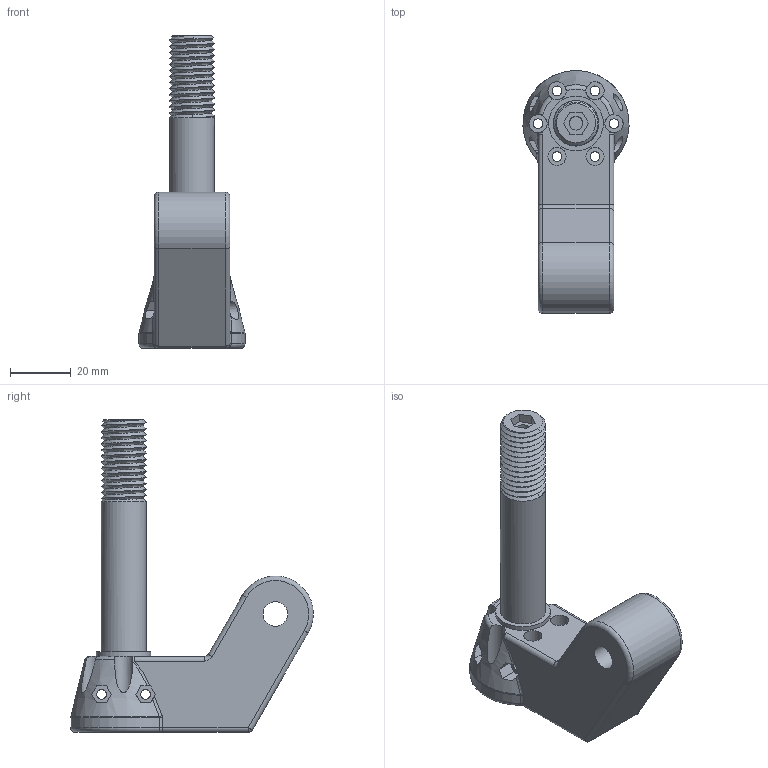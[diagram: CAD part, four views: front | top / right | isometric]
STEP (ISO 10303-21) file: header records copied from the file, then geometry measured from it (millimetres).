
FILE_DESCRIPTION((''),'2;1');
FILE_NAME('HUB BOTTOM.ipt.step','2013-12-08T17:26:18',('employee'),(''),'Autodesk Inventor 2013','Autodesk Inventor 2013','');
FILE_SCHEMA(('AUTOMOTIVE_DESIGN { 1 0 10303 214 1 1 1 1 }'));
Length unit declared in the file: millimetre
Products named in the file (1): HUB BOTTOM2
Bounding box: 34.95 x 79.94 x 103 mm (x, y, z)
Surface area: 18944.4 mm2 (no closed solid volume)
Topology: 0 solids, 1 shells, 106 faces, 301 edges, 204 vertices
Faces by surface type: plane 45, cylinder 35, torus 11, bspline 10, cone 3, sphere 2
Full cylindrical faces by diameter (mm): 3.2 x8, 4.5 x1, 6 x6, 8.1 x1, 14.85 x1, 16.2 x1, 18 x1
Entity records: 6054 total; most frequent: CARTESIAN_POINT 3592, DIRECTION 481, ORIENTED_EDGE 480, EDGE_CURVE 240, AXIS2_PLACEMENT_3D 196, VERTEX_POINT 165, EDGE_LOOP 165, FACE_OUTER_BOUND 106
